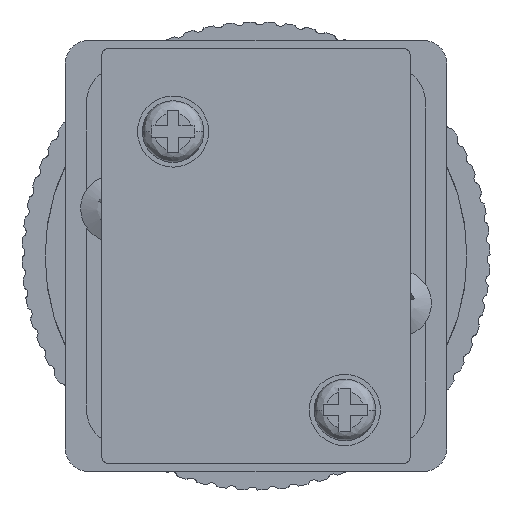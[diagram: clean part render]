
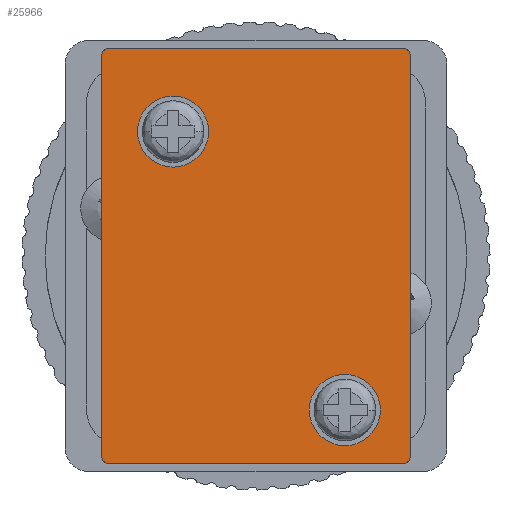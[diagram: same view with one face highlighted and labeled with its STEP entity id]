
A CAD part, front view. The second image highlights one B-rep face of the part: STEP entity #25966.
In plain terms, the highlighted planar face has unit normal (0, -1, 0).
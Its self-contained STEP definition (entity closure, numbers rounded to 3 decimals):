
#280 = AXIS2_PLACEMENT_3D ( 'NONE', #12784, #33717, #15769 ) ;
#325 = EDGE_CURVE ( 'NONE', #22020, #32298, #28764, .T. ) ;
#808 = ORIENTED_EDGE ( 'NONE', *, *, #19993, .T. ) ;
#1527 = CARTESIAN_POINT ( 'NONE',  ( 4.5, -41.361, -47.861 ) ) ;
#1988 = CARTESIAN_POINT ( 'NONE',  ( 12.5, -41.361, -51.861 ) ) ;
#2355 = VERTEX_POINT ( 'NONE', #12276 ) ;
#2453 = EDGE_LOOP ( 'NONE', ( #32128, #31023, #35004, #18895, #7510, #808, #19165, #26147 ) ) ;
#3162 = CIRCLE ( 'NONE', #38088, 0.5 ) ;
#4132 = CARTESIAN_POINT ( 'NONE',  ( 12.5, -41.361, -17.361 ) ) ;
#4345 = EDGE_CURVE ( 'NONE', #2355, #33242, #25451, .T. ) ;
#4556 = FACE_OUTER_BOUND ( 'NONE', #2453, .T. ) ;
#4571 = CARTESIAN_POINT ( 'NONE',  ( -13., -41.361, -51.861 ) ) ;
#4622 = EDGE_LOOP ( 'NONE', ( #18372, #13440 ) ) ;
#4706 = VERTEX_POINT ( 'NONE', #33642 ) ;
#4932 = DIRECTION ( 'NONE',  ( -1., 0., 0. ) ) ;
#5410 = EDGE_CURVE ( 'NONE', #20438, #27044, #9581, .T. ) ;
#5922 = CIRCLE ( 'NONE', #25077, 0.5 ) ;
#5980 = CARTESIAN_POINT ( 'NONE',  ( 0., -41.361, -17.361 ) ) ;
#6214 = CARTESIAN_POINT ( 'NONE',  ( -12.5, -41.361, -17.361 ) ) ;
#6356 = PLANE ( 'NONE',  #8621 ) ;
#7069 = CARTESIAN_POINT ( 'NONE',  ( 7.5, -41.361, -47.861 ) ) ;
#7341 = EDGE_CURVE ( 'NONE', #15926, #8650, #15536, .T. ) ;
#7510 = ORIENTED_EDGE ( 'NONE', *, *, #14137, .F. ) ;
#8195 = DIRECTION ( 'NONE',  ( 0., 1., 0. ) ) ;
#8621 = AXIS2_PLACEMENT_3D ( 'NONE', #24196, #27248, #9404 ) ;
#8650 = VERTEX_POINT ( 'NONE', #35803 ) ;
#8719 = CARTESIAN_POINT ( 'NONE',  ( 13., -41.361, -17.861 ) ) ;
#8941 = DIRECTION ( 'NONE',  ( -1., 0., 0. ) ) ;
#9284 = EDGE_CURVE ( 'NONE', #30840, #4706, #33991, .T. ) ;
#9364 = CARTESIAN_POINT ( 'NONE',  ( -10., -41.361, -24.361 ) ) ;
#9404 = DIRECTION ( 'NONE',  ( -1., 0., 0. ) ) ;
#9581 = LINE ( 'NONE', #5980, #12363 ) ;
#10076 = DIRECTION ( 'NONE',  ( 1., 0., 0. ) ) ;
#10149 = VECTOR ( 'NONE', #17569, 1000. ) ;
#10811 = EDGE_LOOP ( 'NONE', ( #33846, #14482 ) ) ;
#10831 = DIRECTION ( 'NONE',  ( 0., -1., 0. ) ) ;
#12276 = CARTESIAN_POINT ( 'NONE',  ( 12.5, -41.361, -52.361 ) ) ;
#12363 = VECTOR ( 'NONE', #26876, 1000. ) ;
#12784 = CARTESIAN_POINT ( 'NONE',  ( 7.5, -41.361, -47.861 ) ) ;
#13422 = CARTESIAN_POINT ( 'NONE',  ( -12.5, -41.361, -51.861 ) ) ;
#13440 = ORIENTED_EDGE ( 'NONE', *, *, #38528, .F. ) ;
#13669 = DIRECTION ( 'NONE',  ( 0., 1., 0. ) ) ;
#13798 = CARTESIAN_POINT ( 'NONE',  ( -7., -41.361, -24.361 ) ) ;
#14137 = EDGE_CURVE ( 'NONE', #24994, #2355, #16844, .T. ) ;
#14420 = DIRECTION ( 'NONE',  ( 0., -1., 0. ) ) ;
#14482 = ORIENTED_EDGE ( 'NONE', *, *, #7341, .F. ) ;
#15536 = CIRCLE ( 'NONE', #38192, 3. ) ;
#15769 = DIRECTION ( 'NONE',  ( 1., 0., 0. ) ) ;
#15926 = VERTEX_POINT ( 'NONE', #1527 ) ;
#16437 = DIRECTION ( 'NONE',  ( -1., 0., 0. ) ) ;
#16844 = CIRCLE ( 'NONE', #19032, 0.5 ) ;
#17569 = DIRECTION ( 'NONE',  ( 0., 0., 1. ) ) ;
#17957 = EDGE_CURVE ( 'NONE', #4706, #20438, #3162, .T. ) ;
#18372 = ORIENTED_EDGE ( 'NONE', *, *, #325, .F. ) ;
#18415 = CARTESIAN_POINT ( 'NONE',  ( 13., -41.361, -17.361 ) ) ;
#18895 = ORIENTED_EDGE ( 'NONE', *, *, #4345, .F. ) ;
#19032 = AXIS2_PLACEMENT_3D ( 'NONE', #1988, #22788, #4932 ) ;
#19165 = ORIENTED_EDGE ( 'NONE', *, *, #33153, .F. ) ;
#19993 = EDGE_CURVE ( 'NONE', #24994, #29007, #34778, .T. ) ;
#20432 = FACE_BOUND ( 'NONE', #4622, .T. ) ;
#20438 = VERTEX_POINT ( 'NONE', #6214 ) ;
#21373 = DIRECTION ( 'NONE',  ( 0., 0., 1. ) ) ;
#22020 = VERTEX_POINT ( 'NONE', #23510 ) ;
#22040 = AXIS2_PLACEMENT_3D ( 'NONE', #13798, #10831, #37578 ) ;
#22788 = DIRECTION ( 'NONE',  ( 0., 1., 0. ) ) ;
#23510 = CARTESIAN_POINT ( 'NONE',  ( -4., -41.361, -24.361 ) ) ;
#24196 = CARTESIAN_POINT ( 'NONE',  ( 0., -41.361, -34.861 ) ) ;
#24520 = VECTOR ( 'NONE', #8941, 1000. ) ;
#24595 = CIRCLE ( 'NONE', #280, 3. ) ;
#24994 = VERTEX_POINT ( 'NONE', #33084 ) ;
#25077 = AXIS2_PLACEMENT_3D ( 'NONE', #13422, #34350, #16437 ) ;
#25451 = LINE ( 'NONE', #32832, #24520 ) ;
#25863 = VECTOR ( 'NONE', #21373, 1000. ) ;
#25966 = ADVANCED_FACE ( 'NONE', ( #4556, #27463, #20432 ), #6356, .F. ) ;
#26063 = CARTESIAN_POINT ( 'NONE',  ( 12.5, -41.361, -17.861 ) ) ;
#26147 = ORIENTED_EDGE ( 'NONE', *, *, #5410, .F. ) ;
#26694 = EDGE_CURVE ( 'NONE', #33242, #30840, #5922, .T. ) ;
#26876 = DIRECTION ( 'NONE',  ( 1., 0., 0. ) ) ;
#27044 = VERTEX_POINT ( 'NONE', #4132 ) ;
#27248 = DIRECTION ( 'NONE',  ( 0., 1., 0. ) ) ;
#27463 = FACE_BOUND ( 'NONE', #10811, .T. ) ;
#27934 = DIRECTION ( 'NONE',  ( 0., -1., 0. ) ) ;
#28764 = CIRCLE ( 'NONE', #22040, 3. ) ;
#29007 = VERTEX_POINT ( 'NONE', #8719 ) ;
#29074 = DIRECTION ( 'NONE',  ( -1., 0., 0. ) ) ;
#29433 = CIRCLE ( 'NONE', #38459, 3. ) ;
#30840 = VERTEX_POINT ( 'NONE', #4571 ) ;
#31023 = ORIENTED_EDGE ( 'NONE', *, *, #9284, .F. ) ;
#31301 = EDGE_CURVE ( 'NONE', #8650, #15926, #24595, .T. ) ;
#31572 = CARTESIAN_POINT ( 'NONE',  ( -12.5, -41.361, -17.861 ) ) ;
#32128 = ORIENTED_EDGE ( 'NONE', *, *, #17957, .F. ) ;
#32298 = VERTEX_POINT ( 'NONE', #9364 ) ;
#32359 = CARTESIAN_POINT ( 'NONE',  ( -7., -41.361, -24.361 ) ) ;
#32474 = CARTESIAN_POINT ( 'NONE',  ( -13., -41.361, -34.861 ) ) ;
#32832 = CARTESIAN_POINT ( 'NONE',  ( 0., -41.361, -52.361 ) ) ;
#32941 = CIRCLE ( 'NONE', #37078, 0.5 ) ;
#33084 = CARTESIAN_POINT ( 'NONE',  ( 13., -41.361, -51.861 ) ) ;
#33153 = EDGE_CURVE ( 'NONE', #27044, #29007, #32941, .T. ) ;
#33242 = VERTEX_POINT ( 'NONE', #35350 ) ;
#33642 = CARTESIAN_POINT ( 'NONE',  ( -13., -41.361, -17.861 ) ) ;
#33717 = DIRECTION ( 'NONE',  ( 0., -1., 0. ) ) ;
#33846 = ORIENTED_EDGE ( 'NONE', *, *, #31301, .F. ) ;
#33991 = LINE ( 'NONE', #32474, #10149 ) ;
#34350 = DIRECTION ( 'NONE',  ( 0., 1., 0. ) ) ;
#34581 = DIRECTION ( 'NONE',  ( -1., 0., 0. ) ) ;
#34778 = LINE ( 'NONE', #18415, #25863 ) ;
#35004 = ORIENTED_EDGE ( 'NONE', *, *, #26694, .F. ) ;
#35346 = DIRECTION ( 'NONE',  ( 1., 0., 0. ) ) ;
#35350 = CARTESIAN_POINT ( 'NONE',  ( -12.5, -41.361, -52.361 ) ) ;
#35803 = CARTESIAN_POINT ( 'NONE',  ( 10.5, -41.361, -47.861 ) ) ;
#37078 = AXIS2_PLACEMENT_3D ( 'NONE', #26063, #8195, #29074 ) ;
#37578 = DIRECTION ( 'NONE',  ( 1., 0., 0. ) ) ;
#38088 = AXIS2_PLACEMENT_3D ( 'NONE', #31572, #13669, #34581 ) ;
#38192 = AXIS2_PLACEMENT_3D ( 'NONE', #7069, #27934, #10076 ) ;
#38459 = AXIS2_PLACEMENT_3D ( 'NONE', #32359, #14420, #35346 ) ;
#38528 = EDGE_CURVE ( 'NONE', #32298, #22020, #29433, .T. ) ;
